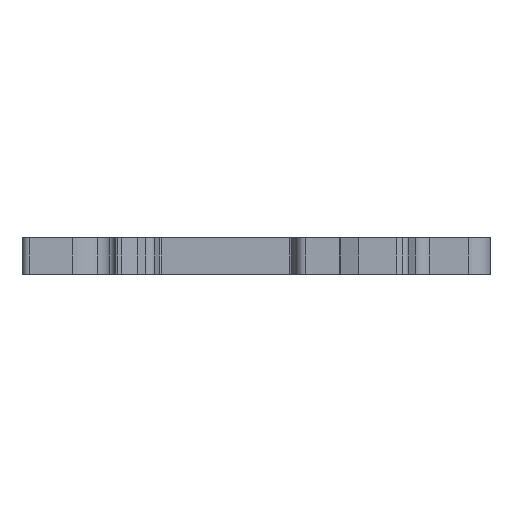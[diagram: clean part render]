
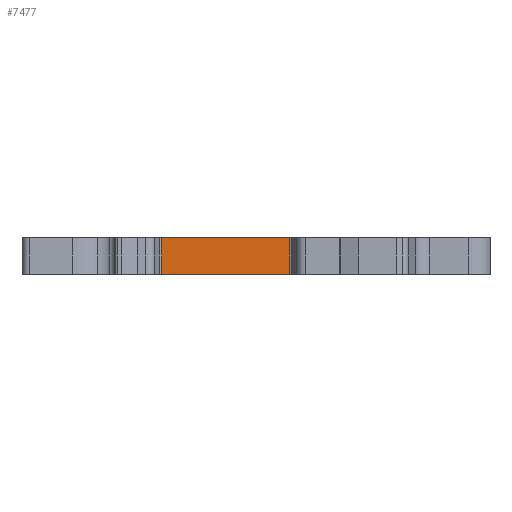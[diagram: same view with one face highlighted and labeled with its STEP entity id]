
A CAD part, front view. The second image highlights one B-rep face of the part: STEP entity #7477.
In plain terms, the highlighted planar face has unit normal (0, -1, 0).
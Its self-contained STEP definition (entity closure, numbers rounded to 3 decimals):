
#396 = CARTESIAN_POINT ( 'NONE',  ( 137.683, 126.291, 0. ) ) ;
#722 = VECTOR ( 'NONE', #8475, 1000. ) ;
#932 = DIRECTION ( 'NONE',  ( 0., 0., -1. ) ) ;
#1015 = CARTESIAN_POINT ( 'NONE',  ( 137.683, 126.291, 5. ) ) ;
#1084 = VECTOR ( 'NONE', #8021, 1000. ) ;
#1149 = CARTESIAN_POINT ( 'NONE',  ( 155.174, 126.291, 5. ) ) ;
#1161 = EDGE_CURVE ( 'NONE', #4919, #1885, #8300, .T. ) ;
#1885 = VERTEX_POINT ( 'NONE', #2763 ) ;
#2557 = CARTESIAN_POINT ( 'NONE',  ( 155.174, 126.291, 5. ) ) ;
#2616 = EDGE_CURVE ( 'NONE', #5415, #2660, #6193, .T. ) ;
#2660 = VERTEX_POINT ( 'NONE', #8992 ) ;
#2763 = CARTESIAN_POINT ( 'NONE',  ( 137.683, 126.291, 0. ) ) ;
#3420 = ORIENTED_EDGE ( 'NONE', *, *, #1161, .T. ) ;
#3457 = VECTOR ( 'NONE', #5895, 1000. ) ;
#3936 = FACE_OUTER_BOUND ( 'NONE', #5555, .T. ) ;
#4302 = CARTESIAN_POINT ( 'NONE',  ( 137.683, 126.291, 5. ) ) ;
#4388 = CARTESIAN_POINT ( 'NONE',  ( 137.683, 126.291, 5. ) ) ;
#4919 = VERTEX_POINT ( 'NONE', #1015 ) ;
#5415 = VERTEX_POINT ( 'NONE', #1149 ) ;
#5555 = EDGE_LOOP ( 'NONE', ( #6405, #6115, #5905, #3420 ) ) ;
#5895 = DIRECTION ( 'NONE',  ( 0., 0., -1. ) ) ;
#5905 = ORIENTED_EDGE ( 'NONE', *, *, #9363, .F. ) ;
#6115 = ORIENTED_EDGE ( 'NONE', *, *, #2616, .F. ) ;
#6193 = LINE ( 'NONE', #2557, #10405 ) ;
#6373 = CARTESIAN_POINT ( 'NONE',  ( 137.683, 126.291, 5. ) ) ;
#6405 = ORIENTED_EDGE ( 'NONE', *, *, #9035, .T. ) ;
#6427 = LINE ( 'NONE', #6373, #1084 ) ;
#7154 = AXIS2_PLACEMENT_3D ( 'NONE', #4302, #7346, #7751 ) ;
#7346 = DIRECTION ( 'NONE',  ( 0., 1., 0. ) ) ;
#7477 = ADVANCED_FACE ( 'NONE', ( #3936 ), #8248, .F. ) ;
#7751 = DIRECTION ( 'NONE',  ( 1., 0., 0. ) ) ;
#8021 = DIRECTION ( 'NONE',  ( 1., 0., 0. ) ) ;
#8248 = PLANE ( 'NONE',  #7154 ) ;
#8300 = LINE ( 'NONE', #4388, #3457 ) ;
#8471 = LINE ( 'NONE', #396, #722 ) ;
#8475 = DIRECTION ( 'NONE',  ( 1., 0., 0. ) ) ;
#8992 = CARTESIAN_POINT ( 'NONE',  ( 155.174, 126.291, 0. ) ) ;
#9035 = EDGE_CURVE ( 'NONE', #1885, #2660, #8471, .T. ) ;
#9363 = EDGE_CURVE ( 'NONE', #4919, #5415, #6427, .T. ) ;
#10405 = VECTOR ( 'NONE', #932, 1000. ) ;
